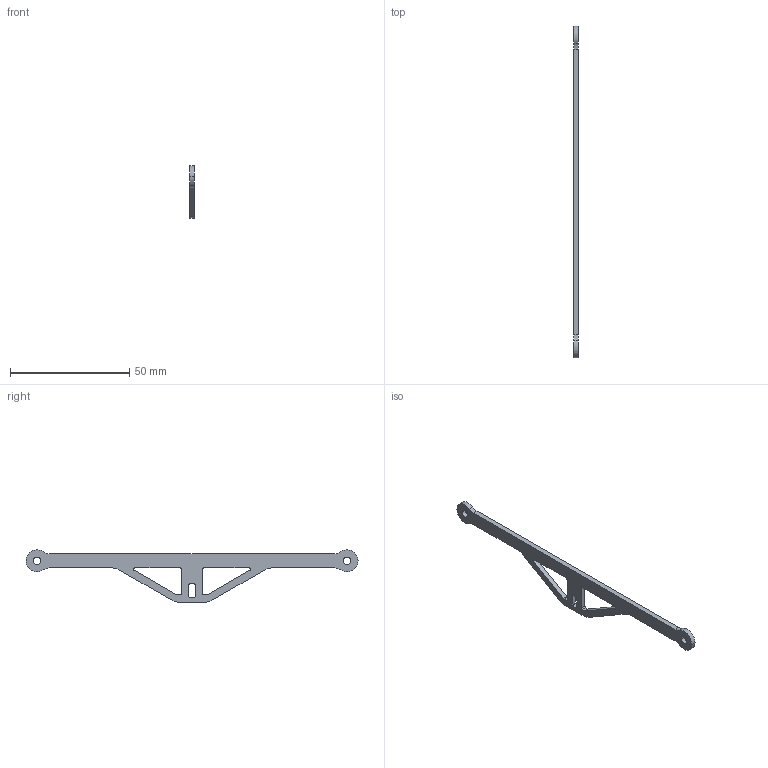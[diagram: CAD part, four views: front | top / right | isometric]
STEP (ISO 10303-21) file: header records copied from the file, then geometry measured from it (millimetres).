
FILE_DESCRIPTION(('CATIA V5 STEP Exchange'),'2;1');
FILE_NAME('Main Holder 2.stp','2024-11-23T09:36:05+00:00',('none'),('none'),'CATIA Version 5 Release 20 GA (IN-10)','CATIA V5 STEP AP203','none');
FILE_SCHEMA(('CONFIG_CONTROL_DESIGN'));
Length unit declared in the file: millimetre
Products named in the file (1): Ornithopter
Bounding box: 2 x 139.2 x 21.89 mm (x, y, z)
Volume: 2250.1 mm3; surface area: 3135.8 mm2
Topology: 1 solids, 1 shells, 48 faces, 138 edges, 92 vertices
Faces by surface type: cylinder 28, plane 20
Entity records: 1564 total; most frequent: ORIENTED_EDGE 276, CARTESIAN_POINT 271, DIRECTION 218, EDGE_CURVE 138, AXIS2_PLACEMENT_3D 97, VERTEX_POINT 92, VECTOR 82, LINE 82
